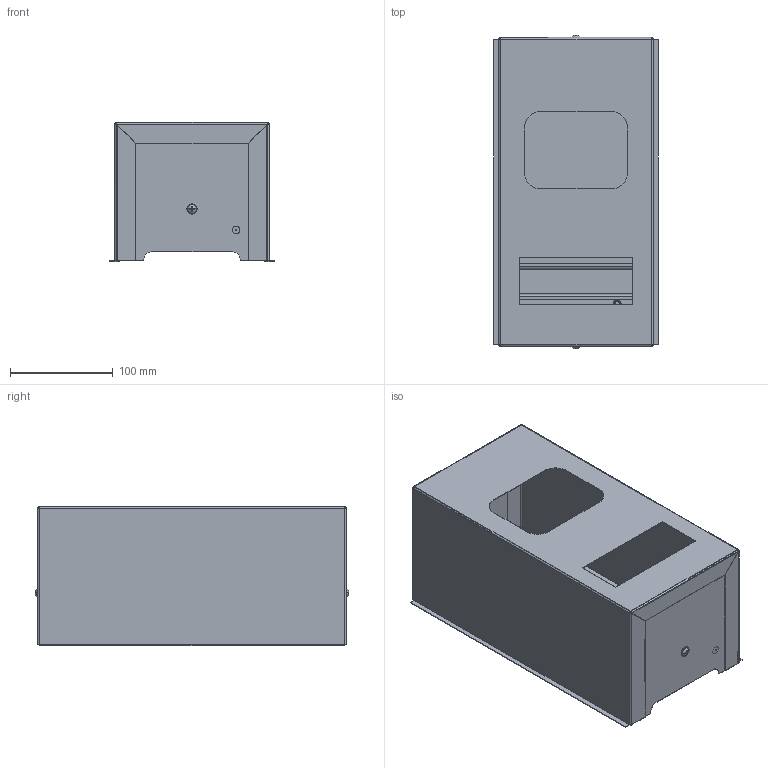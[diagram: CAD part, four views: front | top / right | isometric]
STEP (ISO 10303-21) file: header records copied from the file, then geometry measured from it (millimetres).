
FILE_DESCRIPTION (( 'STEP AP203' ), '1' );
FILE_NAME ('ÙÓÐÍ 1-6 (ÁÓÐ) IP31 (300õ150õ135) EKF PROxima.STEP', '2021-08-13T12:56:19', ( '' ), ( '' ), 'SwSTEP 2.0', 'SolidWorks 2021', '' );
FILE_SCHEMA (( 'CONFIG_CONTROL_DESIGN' ));
Length unit declared in the file: millimetre
Products named in the file (12): ÌÈ-2065.02.00.001 Ñòåíêà çàäíÿÿ; cross ph tapping 968_din_Screw DIN 968-ST4.2x13-C-H-N; ÌÈ-2065.01.00.000 Êîðïóñ â ñáîðå; ÙÓÐÍ 1-6 (ÁÓÐ) IP31 (300õ150õ135) EKF PROxima; Êðîíøòåéí 40õ40; ÌÈ-2065.01.01.000 Ñòåíêà â ñáîðå; Øïèëüêà Ì6õ12; DIN-ðåéêà 120ìì; 昈-2065.01.01.001 栺樇罻; ÌÈ-2065.02.00.000 Ñòåíêà çàäíÿÿ â ñáîðå; ﾌﾈ-2065.02.00.002 ﾊ煇鳫; 昈-2065.01.00.001 扻豵鵨
Assembly tree (15 placements, depth 4):
  ÙÓÐÍ 1-6 (ÁÓÐ) IP31 (300õ150õ135) EKF PROxima
    ÌÈ-2065.01.00.000 Êîðïóñ â ñáîðå
      昈-2065.01.00.001 扻豵鵨
      ÌÈ-2065.01.01.000 Ñòåíêà â ñáîðå
        昈-2065.01.01.001 栺樇罻
        Øïèëüêà Ì6õ12
      昈-2065.01.01.001 栺樇罻
    ÌÈ-2065.02.00.000 Ñòåíêà çàäíÿÿ â ñáîðå
      ÌÈ-2065.02.00.001 Ñòåíêà çàäíÿÿ
      Øïèëüêà Ì6õ12
      Êðîíøòåéí 40õ40  x2
      ﾌﾈ-2065.02.00.002 ﾊ煇鳫
      DIN-ðåéêà 120ìì
    cross ph tapping 968_din_Screw DIN 968-ST4.2x13-C-H-N  x2
Bounding box: 160 x 304.59 x 135 mm (x, y, z)
Volume: 168313 mm3; surface area: 472474.8 mm2
Topology: 12 solids, 12 shells, 325 faces, 771 edges, 472 vertices
Faces by surface type: plane 192, cylinder 113, bspline 8, cone 8, sphere 4
Entity records: 9111 total; most frequent: CARTESIAN_POINT 1706, DIRECTION 1295, ORIENTED_EDGE 1210, EDGE_CURVE 605, AXIS2_PLACEMENT_3D 442, VECTOR 411, LINE 411, VERTEX_POINT 365
